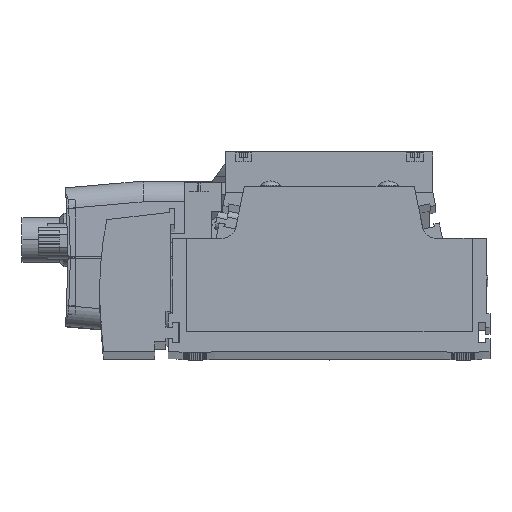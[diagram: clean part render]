
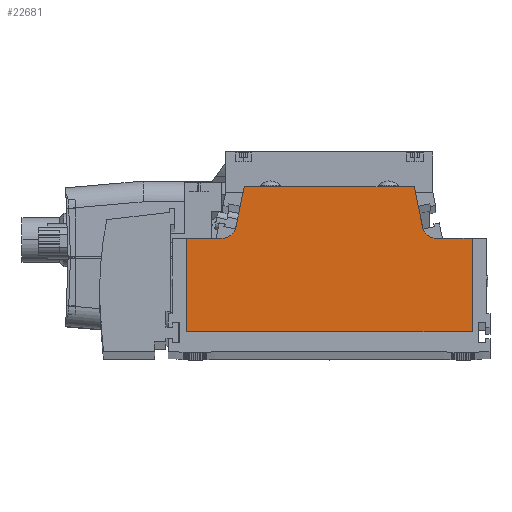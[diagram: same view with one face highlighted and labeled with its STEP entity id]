
A CAD part, top view. The second image highlights one B-rep face of the part: STEP entity #22681.
In plain terms, the highlighted planar face has unit normal (0, 0, 1).
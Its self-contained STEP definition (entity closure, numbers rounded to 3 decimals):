
#275 = LINE ( 'NONE', #6123, #9720 ) ;
#389 = DIRECTION ( 'NONE',  ( 1., 0., 0. ) ) ;
#494 = CARTESIAN_POINT ( 'NONE',  ( -40., 3., 1222.5 ) ) ;
#1631 = CARTESIAN_POINT ( 'NONE',  ( -26.133, 6.184, 1222.5 ) ) ;
#2603 = CARTESIAN_POINT ( 'NONE',  ( 40., -23.13, 1222.5 ) ) ;
#3241 = LINE ( 'NONE', #18933, #33522 ) ;
#3310 = VECTOR ( 'NONE', #8754, 1000. ) ;
#3763 = VERTEX_POINT ( 'NONE', #26817 ) ;
#5013 = EDGE_CURVE ( 'NONE', #32491, #29624, #23632, .T. ) ;
#5030 = DIRECTION ( 'NONE',  ( 0., 0., -1. ) ) ;
#5169 = ORIENTED_EDGE ( 'NONE', *, *, #16157, .T. ) ;
#6042 = LINE ( 'NONE', #30984, #27192 ) ;
#6069 = CARTESIAN_POINT ( 'NONE',  ( -40., 84.488, 1222.5 ) ) ;
#6123 = CARTESIAN_POINT ( 'NONE',  ( 40., 84.488, 1222.5 ) ) ;
#6226 = CARTESIAN_POINT ( 'NONE',  ( 30.049, 7., 1222.5 ) ) ;
#6281 = LINE ( 'NONE', #6069, #39490 ) ;
#6365 = DIRECTION ( 'NONE',  ( -1., 0., 0. ) ) ;
#6972 = EDGE_CURVE ( 'NONE', #11189, #24570, #14523, .T. ) ;
#7244 = ORIENTED_EDGE ( 'NONE', *, *, #13403, .F. ) ;
#7576 = CARTESIAN_POINT ( 'NONE',  ( 26.133, 6.184, 1222.5 ) ) ;
#8250 = CARTESIAN_POINT ( 'NONE',  ( -30.049, 7., 1222.5 ) ) ;
#8754 = DIRECTION ( 'NONE',  ( -1., 0., 0. ) ) ;
#9184 = CARTESIAN_POINT ( 'NONE',  ( -40., 84.488, 1222.5 ) ) ;
#9457 = CARTESIAN_POINT ( 'NONE',  ( -23.784, 17.45, 1222.5 ) ) ;
#9465 = ORIENTED_EDGE ( 'NONE', *, *, #37172, .F. ) ;
#9720 = VECTOR ( 'NONE', #25222, 1000. ) ;
#10940 = VECTOR ( 'NONE', #389, 1000. ) ;
#11189 = VERTEX_POINT ( 'NONE', #1631 ) ;
#11344 = EDGE_CURVE ( 'NONE', #11189, #32491, #30310, .T. ) ;
#11882 = DIRECTION ( 'NONE',  ( -1., 0., 0. ) ) ;
#11912 = VERTEX_POINT ( 'NONE', #28285 ) ;
#12326 = EDGE_LOOP ( 'NONE', ( #7244, #5169, #36808, #14085, #9465, #23283, #21364, #21868, #20000, #29066 ) ) ;
#13403 = EDGE_CURVE ( 'NONE', #11912, #39264, #275, .T. ) ;
#14085 = ORIENTED_EDGE ( 'NONE', *, *, #20581, .F. ) ;
#14523 = LINE ( 'NONE', #36034, #16342 ) ;
#15111 = LINE ( 'NONE', #9457, #10940 ) ;
#15892 = LINE ( 'NONE', #28130, #29814 ) ;
#16157 = EDGE_CURVE ( 'NONE', #11912, #3763, #6042, .T. ) ;
#16342 = VECTOR ( 'NONE', #26962, 1000. ) ;
#17913 = VERTEX_POINT ( 'NONE', #7576 ) ;
#18473 = CARTESIAN_POINT ( 'NONE',  ( -40., -23.13, 1222.5 ) ) ;
#18933 = CARTESIAN_POINT ( 'NONE',  ( 23.784, 17.45, 1222.5 ) ) ;
#20000 = ORIENTED_EDGE ( 'NONE', *, *, #27093, .T. ) ;
#20581 = EDGE_CURVE ( 'NONE', #30868, #17913, #3241, .T. ) ;
#20706 = DIRECTION ( 'NONE',  ( 0., 0., -1. ) ) ;
#21169 = EDGE_CURVE ( 'NONE', #39264, #30954, #15892, .T. ) ;
#21364 = ORIENTED_EDGE ( 'NONE', *, *, #11344, .T. ) ;
#21849 = FACE_OUTER_BOUND ( 'NONE', #12326, .T. ) ;
#21868 = ORIENTED_EDGE ( 'NONE', *, *, #5013, .T. ) ;
#22484 = DIRECTION ( 'NONE',  ( -1., 0., 0. ) ) ;
#22681 = ADVANCED_FACE ( 'NONE', ( #21849 ), #33942, .F. ) ;
#23283 = ORIENTED_EDGE ( 'NONE', *, *, #6972, .F. ) ;
#23632 = LINE ( 'NONE', #29480, #3310 ) ;
#24570 = VERTEX_POINT ( 'NONE', #25583 ) ;
#25222 = DIRECTION ( 'NONE',  ( 0., -1., 0. ) ) ;
#25318 = AXIS2_PLACEMENT_3D ( 'NONE', #9184, #33745, #6365 ) ;
#25583 = CARTESIAN_POINT ( 'NONE',  ( -23.784, 17.45, 1222.5 ) ) ;
#26817 = CARTESIAN_POINT ( 'NONE',  ( 30.049, 3., 1222.5 ) ) ;
#26942 = DIRECTION ( 'NONE',  ( -1., 0., 0. ) ) ;
#26962 = DIRECTION ( 'NONE',  ( 0.204, 0.979, 0. ) ) ;
#27093 = EDGE_CURVE ( 'NONE', #29624, #30954, #6281, .T. ) ;
#27192 = VECTOR ( 'NONE', #39659, 1000. ) ;
#27595 = EDGE_CURVE ( 'NONE', #3763, #17913, #30518, .T. ) ;
#28130 = CARTESIAN_POINT ( 'NONE',  ( -40., -23.13, 1222.5 ) ) ;
#28285 = CARTESIAN_POINT ( 'NONE',  ( 40., 3., 1222.5 ) ) ;
#28375 = DIRECTION ( 'NONE',  ( 0.204, -0.979, 0. ) ) ;
#29066 = ORIENTED_EDGE ( 'NONE', *, *, #21169, .F. ) ;
#29480 = CARTESIAN_POINT ( 'NONE',  ( -40., 3., 1222.5 ) ) ;
#29624 = VERTEX_POINT ( 'NONE', #494 ) ;
#29814 = VECTOR ( 'NONE', #22484, 1000. ) ;
#30310 = CIRCLE ( 'NONE', #36751, 4. ) ;
#30518 = CIRCLE ( 'NONE', #31809, 4. ) ;
#30868 = VERTEX_POINT ( 'NONE', #39801 ) ;
#30954 = VERTEX_POINT ( 'NONE', #18473 ) ;
#30984 = CARTESIAN_POINT ( 'NONE',  ( -40., 3., 1222.5 ) ) ;
#31809 = AXIS2_PLACEMENT_3D ( 'NONE', #6226, #20706, #26942 ) ;
#32491 = VERTEX_POINT ( 'NONE', #39337 ) ;
#33522 = VECTOR ( 'NONE', #28375, 1000. ) ;
#33745 = DIRECTION ( 'NONE',  ( 0., 0., -1. ) ) ;
#33942 = PLANE ( 'NONE',  #25318 ) ;
#36034 = CARTESIAN_POINT ( 'NONE',  ( -26.797, 3., 1222.5 ) ) ;
#36655 = DIRECTION ( 'NONE',  ( 0., -1., 0. ) ) ;
#36751 = AXIS2_PLACEMENT_3D ( 'NONE', #8250, #5030, #11882 ) ;
#36808 = ORIENTED_EDGE ( 'NONE', *, *, #27595, .T. ) ;
#37172 = EDGE_CURVE ( 'NONE', #24570, #30868, #15111, .T. ) ;
#39264 = VERTEX_POINT ( 'NONE', #2603 ) ;
#39337 = CARTESIAN_POINT ( 'NONE',  ( -30.049, 3., 1222.5 ) ) ;
#39490 = VECTOR ( 'NONE', #36655, 1000. ) ;
#39659 = DIRECTION ( 'NONE',  ( -1., 0., 0. ) ) ;
#39801 = CARTESIAN_POINT ( 'NONE',  ( 23.784, 17.45, 1222.5 ) ) ;
